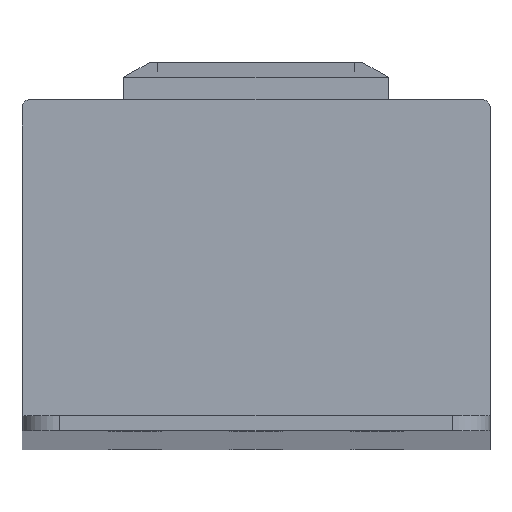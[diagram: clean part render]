
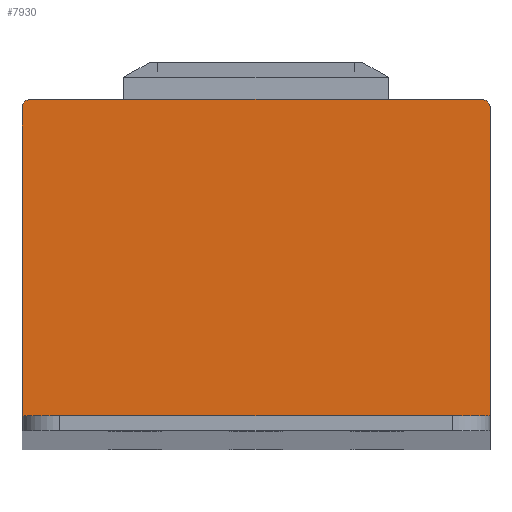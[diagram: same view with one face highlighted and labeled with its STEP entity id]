
A CAD part, top view. The second image highlights one B-rep face of the part: STEP entity #7930.
In plain terms, the highlighted planar face has unit normal (0, 0, 1).
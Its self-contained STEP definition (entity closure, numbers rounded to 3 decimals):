
#3173 = DIRECTION ( 'NONE',  ( 0., 1., 0. ) ) ;
#3624 = DIRECTION ( 'NONE',  ( 0., 1., 0. ) ) ;
#4474 = CARTESIAN_POINT ( 'NONE',  ( 31., 22., 660. ) ) ;
#4878 = ORIENTED_EDGE ( 'NONE', *, *, #30735, .F. ) ;
#5187 = VERTEX_POINT ( 'NONE', #22151 ) ;
#6273 = VERTEX_POINT ( 'NONE', #10724 ) ;
#6482 = ORIENTED_EDGE ( 'NONE', *, *, #13810, .T. ) ;
#6542 = LINE ( 'NONE', #4474, #19572 ) ;
#6678 = CARTESIAN_POINT ( 'NONE',  ( 31., 21., 660. ) ) ;
#7275 = CIRCLE ( 'NONE', #26691, 1. ) ;
#7374 = DIRECTION ( 'NONE',  ( 0., 0., 1. ) ) ;
#7930 = ADVANCED_FACE ( 'NONE', ( #31694 ), #18151, .T. ) ;
#9028 = VERTEX_POINT ( 'NONE', #6678 ) ;
#9578 = EDGE_LOOP ( 'NONE', ( #27425, #6482, #4878, #13231, #19250, #15250 ) ) ;
#10325 = CARTESIAN_POINT ( 'NONE',  ( -30., 21., 660. ) ) ;
#10671 = CARTESIAN_POINT ( 'NONE',  ( 30., 22., 660. ) ) ;
#10676 = DIRECTION ( 'NONE',  ( 0., 0., 1. ) ) ;
#10723 = EDGE_CURVE ( 'NONE', #6273, #9028, #11590, .T. ) ;
#10724 = CARTESIAN_POINT ( 'NONE',  ( 31., -20., 660. ) ) ;
#11590 = LINE ( 'NONE', #27231, #22480 ) ;
#12617 = VERTEX_POINT ( 'NONE', #10671 ) ;
#13231 = ORIENTED_EDGE ( 'NONE', *, *, #33351, .T. ) ;
#13248 = CARTESIAN_POINT ( 'NONE',  ( -31., -22., 660. ) ) ;
#13810 = EDGE_CURVE ( 'NONE', #18131, #5187, #7275, .T. ) ;
#14430 = AXIS2_PLACEMENT_3D ( 'NONE', #20536, #17583, #33724 ) ;
#14866 = VERTEX_POINT ( 'NONE', #28907 ) ;
#15250 = ORIENTED_EDGE ( 'NONE', *, *, #25089, .T. ) ;
#16507 = VECTOR ( 'NONE', #3173, 1000. ) ;
#16774 = EDGE_CURVE ( 'NONE', #12617, #18131, #6542, .T. ) ;
#16808 = AXIS2_PLACEMENT_3D ( 'NONE', #20926, #10676, #18335 ) ;
#17583 = DIRECTION ( 'NONE',  ( 0., 0., 1. ) ) ;
#18131 = VERTEX_POINT ( 'NONE', #30411 ) ;
#18151 = PLANE ( 'NONE',  #16808 ) ;
#18335 = DIRECTION ( 'NONE',  ( 1., 0., 0. ) ) ;
#19250 = ORIENTED_EDGE ( 'NONE', *, *, #10723, .T. ) ;
#19572 = VECTOR ( 'NONE', #19912, 1000. ) ;
#19912 = DIRECTION ( 'NONE',  ( -1., 0., 0. ) ) ;
#20536 = CARTESIAN_POINT ( 'NONE',  ( 30., 21., 660. ) ) ;
#20926 = CARTESIAN_POINT ( 'NONE',  ( 0., 0., 660. ) ) ;
#20930 = DIRECTION ( 'NONE',  ( 1., 0., 0. ) ) ;
#22151 = CARTESIAN_POINT ( 'NONE',  ( -31., 21., 660. ) ) ;
#22480 = VECTOR ( 'NONE', #3624, 1000. ) ;
#23855 = CIRCLE ( 'NONE', #14430, 1. ) ;
#25089 = EDGE_CURVE ( 'NONE', #9028, #12617, #23855, .T. ) ;
#26691 = AXIS2_PLACEMENT_3D ( 'NONE', #10325, #7374, #20930 ) ;
#27231 = CARTESIAN_POINT ( 'NONE',  ( 31., -22., 660. ) ) ;
#27332 = CARTESIAN_POINT ( 'NONE',  ( -31., -20., 660. ) ) ;
#27425 = ORIENTED_EDGE ( 'NONE', *, *, #16774, .T. ) ;
#28907 = CARTESIAN_POINT ( 'NONE',  ( -31., -20., 660. ) ) ;
#29941 = LINE ( 'NONE', #27332, #32263 ) ;
#30411 = CARTESIAN_POINT ( 'NONE',  ( -30., 22., 660. ) ) ;
#30735 = EDGE_CURVE ( 'NONE', #14866, #5187, #32000, .T. ) ;
#31321 = DIRECTION ( 'NONE',  ( 1., 0., 0. ) ) ;
#31694 = FACE_OUTER_BOUND ( 'NONE', #9578, .T. ) ;
#32000 = LINE ( 'NONE', #13248, #16507 ) ;
#32263 = VECTOR ( 'NONE', #31321, 1000. ) ;
#33351 = EDGE_CURVE ( 'NONE', #14866, #6273, #29941, .T. ) ;
#33724 = DIRECTION ( 'NONE',  ( 1., 0., 0. ) ) ;
